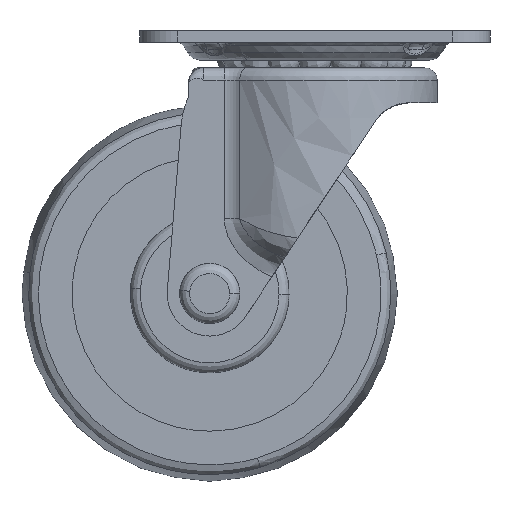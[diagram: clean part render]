
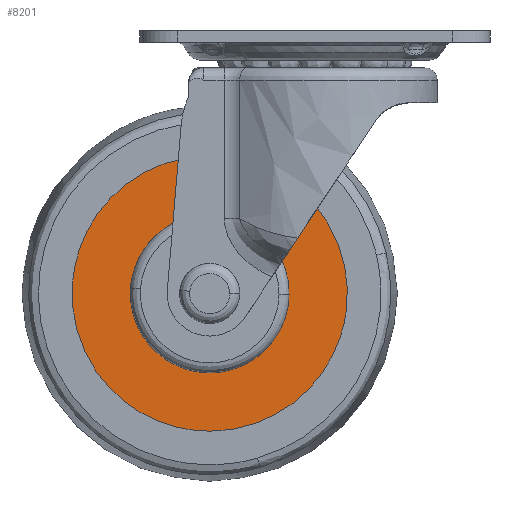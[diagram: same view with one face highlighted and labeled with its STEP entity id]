
A CAD part, front view. The second image highlights one B-rep face of the part: STEP entity #8201.
In plain terms, the highlighted free-form (B-spline) face has degree [1, 1] with [2, 2] control points.
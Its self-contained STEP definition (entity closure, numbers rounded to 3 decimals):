
#6860=CARTESIAN_POINT('',(-48.449,-12.0,-50.821));
#6861=VERTEX_POINT('',#6860);
#6867=CARTESIAN_POINT('',(-21.0,-12.0,-25.0));
#6868=VERTEX_POINT('',#6867);
#6869=CARTESIAN_POINT('',(-21.0,-12.0,-25.0));
#6870=CARTESIAN_POINT('',(-46.869,-12.,-25.));
#6871=CARTESIAN_POINT('',(-48.449,-12.,-50.821));
#6879=(BOUNDED_CURVE()B_SPLINE_CURVE(2,(#6869,#6870,#6871),.UNSPECIFIED.,.F.,.U.)B_SPLINE_CURVE_WITH_KNOTS((3,3),(0.5,0.739),.UNSPECIFIED.)CURVE()GEOMETRIC_REPRESENTATION_ITEM()RATIONAL_B_SPLINE_CURVE((1.0,0.72,0.976))REPRESENTATION_ITEM(''));
#6880=EDGE_CURVE('',#6868,#6861,#6879,.T.);
#6882=CARTESIAN_POINT('',(6.308,-12.0,-55.746));
#6883=VERTEX_POINT('',#6882);
#6884=CARTESIAN_POINT('',(6.308,-12.,-55.746));
#6885=CARTESIAN_POINT('',(6.5,-12.,-54.129));
#6886=CARTESIAN_POINT('',(6.5,-12.0,-52.5));
#6887=CARTESIAN_POINT('',(6.5,-12.0,-25.));
#6888=CARTESIAN_POINT('',(-21.0,-12.0,-25.0));
#6896=(BOUNDED_CURVE()B_SPLINE_CURVE(2,(#6884,#6885,#6886,#6887,#6888),.UNSPECIFIED.,.F.,.U.)B_SPLINE_CURVE_WITH_KNOTS((3,2,3),(0.23,0.25,0.5),.UNSPECIFIED.)CURVE()GEOMETRIC_REPRESENTATION_ITEM()RATIONAL_B_SPLINE_CURVE((0.956,0.976,1.0,0.707,1.0))REPRESENTATION_ITEM(''));
#6897=EDGE_CURVE('',#6883,#6868,#6896,.T.);
#6941=CARTESIAN_POINT('',(-21.0,-12.0,-80.0));
#6942=VERTEX_POINT('',#6941);
#6943=CARTESIAN_POINT('',(-21.0,-12.0,-80.0));
#6944=CARTESIAN_POINT('',(3.425,-12.0,-80.0));
#6945=CARTESIAN_POINT('',(6.308,-12.,-55.746));
#6953=(BOUNDED_CURVE()B_SPLINE_CURVE(2,(#6943,#6944,#6945),.UNSPECIFIED.,.F.,.U.)B_SPLINE_CURVE_WITH_KNOTS((3,3),(0.0,0.23),.UNSPECIFIED.)CURVE()GEOMETRIC_REPRESENTATION_ITEM()RATIONAL_B_SPLINE_CURVE((1.0,0.731,0.956))REPRESENTATION_ITEM(''));
#6954=EDGE_CURVE('',#6942,#6883,#6953,.T.);
#6956=CARTESIAN_POINT('',(-48.449,-12.,-50.821));
#6957=CARTESIAN_POINT('',(-48.5,-12.,-51.66));
#6958=CARTESIAN_POINT('',(-48.5,-12.0,-52.5));
#6959=CARTESIAN_POINT('',(-48.5,-12.0,-80.));
#6960=CARTESIAN_POINT('',(-21.0,-12.0,-80.0));
#6968=(BOUNDED_CURVE()B_SPLINE_CURVE(2,(#6956,#6957,#6958,#6959,#6960),.UNSPECIFIED.,.F.,.U.)B_SPLINE_CURVE_WITH_KNOTS((3,2,3),(0.739,0.75,1.0),.UNSPECIFIED.)CURVE()GEOMETRIC_REPRESENTATION_ITEM()RATIONAL_B_SPLINE_CURVE((0.976,0.988,1.0,0.707,1.0))REPRESENTATION_ITEM(''));
#6969=EDGE_CURVE('',#6861,#6942,#6968,.T.);
#7033=CARTESIAN_POINT('',(-12.398,-12.0,-65.813));
#7034=VERTEX_POINT('',#7033);
#7040=CARTESIAN_POINT('',(-21.0,-12.0,-36.65));
#7041=VERTEX_POINT('',#7040);
#7042=CARTESIAN_POINT('',(-12.398,-12.,-65.813));
#7043=CARTESIAN_POINT('',(-5.15,-12.,-61.129));
#7044=CARTESIAN_POINT('',(-5.15,-12.0,-52.5));
#7045=CARTESIAN_POINT('',(-5.15,-12.0,-36.65));
#7046=CARTESIAN_POINT('',(-21.0,-12.0,-36.65));
#7054=(BOUNDED_CURVE()B_SPLINE_CURVE(2,(#7042,#7043,#7044,#7045,#7046),.UNSPECIFIED.,.F.,.U.)B_SPLINE_CURVE_WITH_KNOTS((3,2,3),(0.093,0.25,0.5),.UNSPECIFIED.)CURVE()GEOMETRIC_REPRESENTATION_ITEM()RATIONAL_B_SPLINE_CURVE((0.863,0.816,1.0,0.707,1.0))REPRESENTATION_ITEM(''));
#7055=EDGE_CURVE('',#7034,#7041,#7054,.T.);
#7057=CARTESIAN_POINT('',(-33.23,-12.0,-62.582));
#7058=VERTEX_POINT('',#7057);
#7059=CARTESIAN_POINT('',(-21.0,-12.0,-36.65));
#7060=CARTESIAN_POINT('',(-36.85,-12.0,-36.65));
#7061=CARTESIAN_POINT('',(-36.85,-12.0,-52.5));
#7062=CARTESIAN_POINT('',(-36.85,-12.,-58.191));
#7063=CARTESIAN_POINT('',(-33.23,-12.,-62.582));
#7071=(BOUNDED_CURVE()B_SPLINE_CURVE(2,(#7059,#7060,#7061,#7062,#7063),.UNSPECIFIED.,.F.,.U.)B_SPLINE_CURVE_WITH_KNOTS((3,2,3),(0.5,0.75,0.861),.UNSPECIFIED.)CURVE()GEOMETRIC_REPRESENTATION_ITEM()RATIONAL_B_SPLINE_CURVE((1.0,0.707,1.0,0.871,0.856))REPRESENTATION_ITEM(''));
#7072=EDGE_CURVE('',#7041,#7058,#7071,.T.);
#7174=CARTESIAN_POINT('',(-21.0,-12.0,-68.35));
#7175=VERTEX_POINT('',#7174);
#7176=CARTESIAN_POINT('',(-33.23,-12.,-62.582));
#7177=CARTESIAN_POINT('',(-28.475,-12.,-68.35));
#7178=CARTESIAN_POINT('',(-21.0,-12.0,-68.35));
#7186=(BOUNDED_CURVE()B_SPLINE_CURVE(2,(#7176,#7177,#7178),.UNSPECIFIED.,.F.,.U.)B_SPLINE_CURVE_WITH_KNOTS((3,3),(0.861,1.0),.UNSPECIFIED.)CURVE()GEOMETRIC_REPRESENTATION_ITEM()RATIONAL_B_SPLINE_CURVE((0.856,0.837,1.0))REPRESENTATION_ITEM(''));
#7187=EDGE_CURVE('',#7058,#7175,#7186,.T.);
#7189=CARTESIAN_POINT('',(-21.0,-12.0,-68.35));
#7190=CARTESIAN_POINT('',(-16.325,-12.,-68.35));
#7191=CARTESIAN_POINT('',(-12.398,-12.,-65.813));
#7199=(BOUNDED_CURVE()B_SPLINE_CURVE(2,(#7189,#7190,#7191),.UNSPECIFIED.,.F.,.U.)B_SPLINE_CURVE_WITH_KNOTS((3,3),(0.0,0.093),.UNSPECIFIED.)CURVE()GEOMETRIC_REPRESENTATION_ITEM()RATIONAL_B_SPLINE_CURVE((1.0,0.891,0.863))REPRESENTATION_ITEM(''));
#7200=EDGE_CURVE('',#7175,#7034,#7199,.T.);
#8184=CARTESIAN_POINT('',(-51.247,-12.0,-82.747));
#8185=CARTESIAN_POINT('',(-51.247,-12.0,-22.253));
#8186=CARTESIAN_POINT('',(9.247,-12.0,-82.747));
#8187=CARTESIAN_POINT('',(9.247,-12.0,-22.253));
#8188=B_SPLINE_SURFACE_WITH_KNOTS('',1,1,((#8184,#8186),(#8185,#8187)),.UNSPECIFIED.,.F.,.F.,.U.,(2,2),(2,2),(0.0,60.495),(0.0,60.493),.UNSPECIFIED.);
#8189=ORIENTED_EDGE('',*,*,#6954,.T.);
#8190=ORIENTED_EDGE('',*,*,#6897,.T.);
#8191=ORIENTED_EDGE('',*,*,#6880,.T.);
#8192=ORIENTED_EDGE('',*,*,#6969,.T.);
#8193=EDGE_LOOP('',(#8189,#8190,#8191,#8192));
#8194=FACE_OUTER_BOUND('',#8193,.T.);
#8195=ORIENTED_EDGE('',*,*,#7072,.F.);
#8196=ORIENTED_EDGE('',*,*,#7055,.F.);
#8197=ORIENTED_EDGE('',*,*,#7200,.F.);
#8198=ORIENTED_EDGE('',*,*,#7187,.F.);
#8199=EDGE_LOOP('',(#8195,#8196,#8197,#8198));
#8200=FACE_BOUND('',#8199,.T.);
#8201=ADVANCED_FACE('',(#8194,#8200),#8188,.F.);
